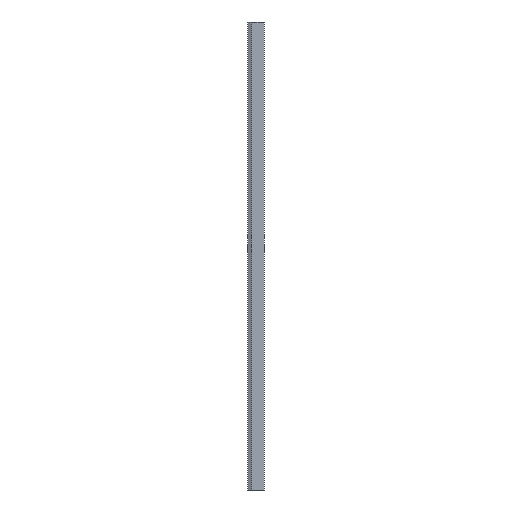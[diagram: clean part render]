
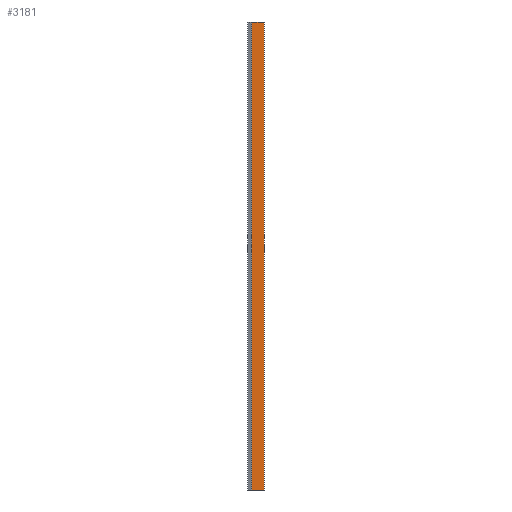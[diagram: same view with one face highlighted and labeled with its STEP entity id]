
A CAD part, left-side view. The second image highlights one B-rep face of the part: STEP entity #3181.
In plain terms, the highlighted planar face has unit normal (-1, 0, 0).
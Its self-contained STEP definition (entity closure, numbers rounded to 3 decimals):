
#6 = AXIS2_PLACEMENT_3D ( 'NONE', #2233, #582, #652 ) ;
#75 = CARTESIAN_POINT ( 'NONE',  ( 0., 52.66, 0. ) ) ;
#168 = PLANE ( 'NONE',  #6 ) ;
#203 = VERTEX_POINT ( 'NONE', #4080 ) ;
#300 = CARTESIAN_POINT ( 'NONE',  ( 0., 0., 2000. ) ) ;
#307 = CARTESIAN_POINT ( 'NONE',  ( 0., 0., 2000. ) ) ;
#344 = DIRECTION ( 'NONE',  ( 0., -1., 0. ) ) ;
#351 = EDGE_CURVE ( 'NONE', #1766, #203, #3786, .T. ) ;
#452 = ORIENTED_EDGE ( 'NONE', *, *, #842, .F. ) ;
#582 = DIRECTION ( 'NONE',  ( 1., 0., 0. ) ) ;
#652 = DIRECTION ( 'NONE',  ( 0., 1., 0. ) ) ;
#654 = EDGE_CURVE ( 'NONE', #1787, #2121, #3819, .T. ) ;
#707 = EDGE_CURVE ( 'NONE', #1766, #1787, #1673, .T. ) ;
#771 = ORIENTED_EDGE ( 'NONE', *, *, #654, .T. ) ;
#842 = EDGE_CURVE ( 'NONE', #203, #2121, #1549, .T. ) ;
#1332 = CARTESIAN_POINT ( 'NONE',  ( 0., 52.66, 2000. ) ) ;
#1438 = VECTOR ( 'NONE', #3268, 1000. ) ;
#1480 = FACE_OUTER_BOUND ( 'NONE', #2730, .T. ) ;
#1529 = CARTESIAN_POINT ( 'NONE',  ( 0., 0., 0. ) ) ;
#1549 = LINE ( 'NONE', #307, #2629 ) ;
#1673 = LINE ( 'NONE', #1332, #1438 ) ;
#1766 = VERTEX_POINT ( 'NONE', #2370 ) ;
#1787 = VERTEX_POINT ( 'NONE', #75 ) ;
#1917 = DIRECTION ( 'NONE',  ( 0., 0., -1. ) ) ;
#2121 = VERTEX_POINT ( 'NONE', #1529 ) ;
#2233 = CARTESIAN_POINT ( 'NONE',  ( 0., 0., 2000. ) ) ;
#2243 = DIRECTION ( 'NONE',  ( 0., -1., 0. ) ) ;
#2370 = CARTESIAN_POINT ( 'NONE',  ( 0., 52.66, 2000. ) ) ;
#2451 = ORIENTED_EDGE ( 'NONE', *, *, #707, .T. ) ;
#2612 = ORIENTED_EDGE ( 'NONE', *, *, #351, .F. ) ;
#2629 = VECTOR ( 'NONE', #1917, 1000. ) ;
#2730 = EDGE_LOOP ( 'NONE', ( #771, #452, #2612, #2451 ) ) ;
#3181 = ADVANCED_FACE ( 'NONE', ( #1480 ), #168, .F. ) ;
#3268 = DIRECTION ( 'NONE',  ( 0., 0., -1. ) ) ;
#3414 = VECTOR ( 'NONE', #344, 1000. ) ;
#3436 = VECTOR ( 'NONE', #2243, 1000. ) ;
#3492 = CARTESIAN_POINT ( 'NONE',  ( 0., 0., 0. ) ) ;
#3786 = LINE ( 'NONE', #300, #3414 ) ;
#3819 = LINE ( 'NONE', #3492, #3436 ) ;
#4080 = CARTESIAN_POINT ( 'NONE',  ( 0., 0., 2000. ) ) ;
